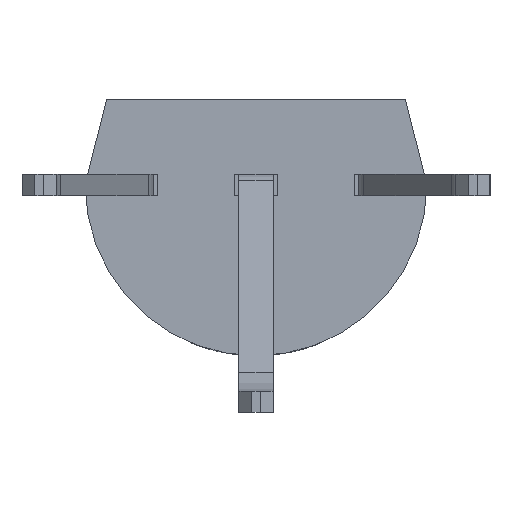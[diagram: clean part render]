
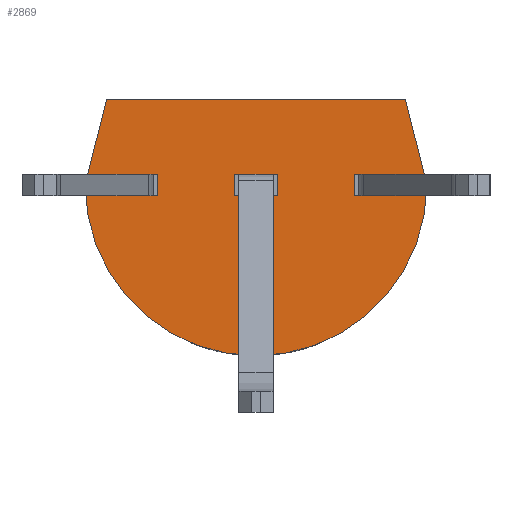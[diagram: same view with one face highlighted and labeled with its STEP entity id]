
A CAD part, front view. The second image highlights one B-rep face of the part: STEP entity #2869.
In plain terms, the highlighted planar face has unit normal (0, -1, 0).
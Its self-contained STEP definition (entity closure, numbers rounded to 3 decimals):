
#34 = ORIENTED_EDGE ( 'NONE', *, *, #1129, .T. ) ;
#54 = CARTESIAN_POINT ( 'NONE',  ( 1.65, 0., 0.875 ) ) ;
#58 = DIRECTION ( 'NONE',  ( 0., 0., 1. ) ) ;
#103 = CARTESIAN_POINT ( 'NONE',  ( 0., 0., 0.75 ) ) ;
#125 = ORIENTED_EDGE ( 'NONE', *, *, #1361, .F. ) ;
#153 = CARTESIAN_POINT ( 'NONE',  ( -0.25, 0., 0.875 ) ) ;
#179 = CARTESIAN_POINT ( 'NONE',  ( 1.15, 0., 0.625 ) ) ;
#201 = CARTESIAN_POINT ( 'NONE',  ( 1.65, 0., 0.625 ) ) ;
#206 = LINE ( 'NONE', #4881, #1275 ) ;
#230 = VECTOR ( 'NONE', #4682, 1000. ) ;
#298 = VERTEX_POINT ( 'NONE', #2696 ) ;
#444 = EDGE_CURVE ( 'NONE', #3612, #4575, #2772, .T. ) ;
#519 = CARTESIAN_POINT ( 'NONE',  ( 1.65, 0., 0.875 ) ) ;
#539 = CIRCLE ( 'NONE', #3404, 2. ) ;
#638 = VERTEX_POINT ( 'NONE', #4200 ) ;
#748 = EDGE_CURVE ( 'NONE', #4129, #4840, #1641, .T. ) ;
#828 = CARTESIAN_POINT ( 'NONE',  ( 1.15, 0., 0.875 ) ) ;
#835 = DIRECTION ( 'NONE',  ( 0., 0., 1. ) ) ;
#845 = VERTEX_POINT ( 'NONE', #153 ) ;
#899 = VERTEX_POINT ( 'NONE', #1389 ) ;
#1025 = VECTOR ( 'NONE', #4634, 1000. ) ;
#1038 = EDGE_LOOP ( 'NONE', ( #1342, #4418, #4878, #4387 ) ) ;
#1047 = CARTESIAN_POINT ( 'NONE',  ( -0.25, 0., 0.875 ) ) ;
#1123 = CARTESIAN_POINT ( 'NONE',  ( -1.15, 0., 0.875 ) ) ;
#1129 = EDGE_CURVE ( 'NONE', #2668, #3179, #4974, .T. ) ;
#1161 = CARTESIAN_POINT ( 'NONE',  ( 1.15, 0., 0.875 ) ) ;
#1238 = ORIENTED_EDGE ( 'NONE', *, *, #444, .T. ) ;
#1257 = DIRECTION ( 'NONE',  ( 0., -1., 0. ) ) ;
#1275 = VECTOR ( 'NONE', #1416, 1000. ) ;
#1342 = ORIENTED_EDGE ( 'NONE', *, *, #1800, .F. ) ;
#1350 = LINE ( 'NONE', #2051, #4362 ) ;
#1361 = EDGE_CURVE ( 'NONE', #4840, #298, #2410, .T. ) ;
#1389 = CARTESIAN_POINT ( 'NONE',  ( -1.15, 0., 0.625 ) ) ;
#1416 = DIRECTION ( 'NONE',  ( 1., 0., 0. ) ) ;
#1421 = DIRECTION ( 'NONE',  ( -1., 0., 0. ) ) ;
#1424 = CARTESIAN_POINT ( 'NONE',  ( 0.25, 0., 0.875 ) ) ;
#1436 = VERTEX_POINT ( 'NONE', #2513 ) ;
#1440 = VECTOR ( 'NONE', #58, 1000. ) ;
#1449 = VECTOR ( 'NONE', #3362, 1000. ) ;
#1490 = VERTEX_POINT ( 'NONE', #519 ) ;
#1588 = EDGE_CURVE ( 'NONE', #1436, #845, #4561, .T. ) ;
#1603 = VECTOR ( 'NONE', #835, 1000. ) ;
#1616 = DIRECTION ( 'NONE',  ( 0., 0., -1. ) ) ;
#1641 = LINE ( 'NONE', #3181, #1025 ) ;
#1643 = EDGE_CURVE ( 'NONE', #2668, #2631, #3879, .T. ) ;
#1724 = ORIENTED_EDGE ( 'NONE', *, *, #3154, .F. ) ;
#1752 = DIRECTION ( 'NONE',  ( 0.243, 0., -0.97 ) ) ;
#1800 = EDGE_CURVE ( 'NONE', #3835, #1923, #3385, .T. ) ;
#1813 = LINE ( 'NONE', #1047, #2895 ) ;
#1829 = DIRECTION ( 'NONE',  ( 0., 0., -1. ) ) ;
#1904 = EDGE_CURVE ( 'NONE', #1490, #4502, #4660, .T. ) ;
#1923 = VERTEX_POINT ( 'NONE', #3105 ) ;
#1977 = DIRECTION ( 'NONE',  ( 1., 0., 0. ) ) ;
#2015 = VECTOR ( 'NONE', #2816, 1000. ) ;
#2018 = LINE ( 'NONE', #4313, #1603 ) ;
#2026 = FACE_OUTER_BOUND ( 'NONE', #2945, .T. ) ;
#2028 = VECTOR ( 'NONE', #1829, 1000. ) ;
#2041 = CARTESIAN_POINT ( 'NONE',  ( -1.65, 0., 0.875 ) ) ;
#2046 = CARTESIAN_POINT ( 'NONE',  ( 0., 0., 0.75 ) ) ;
#2051 = CARTESIAN_POINT ( 'NONE',  ( 1.15, 0., 0.625 ) ) ;
#2052 = FACE_BOUND ( 'NONE', #1038, .T. ) ;
#2149 = CARTESIAN_POINT ( 'NONE',  ( 1.15, 0., 0.875 ) ) ;
#2184 = EDGE_CURVE ( 'NONE', #4502, #3612, #1350, .T. ) ;
#2246 = EDGE_CURVE ( 'NONE', #845, #3835, #1813, .T. ) ;
#2352 = LINE ( 'NONE', #1161, #3639 ) ;
#2410 = LINE ( 'NONE', #2041, #230 ) ;
#2435 = CARTESIAN_POINT ( 'NONE',  ( 1.75, 0., 1.75 ) ) ;
#2513 = CARTESIAN_POINT ( 'NONE',  ( 0.25, 0., 0.875 ) ) ;
#2520 = DIRECTION ( 'NONE',  ( 0., 0., -1. ) ) ;
#2591 = CARTESIAN_POINT ( 'NONE',  ( 0., 0., 1.75 ) ) ;
#2601 = DIRECTION ( 'NONE',  ( 0., 0., -1. ) ) ;
#2631 = VERTEX_POINT ( 'NONE', #2435 ) ;
#2638 = CARTESIAN_POINT ( 'NONE',  ( 0., 0., 0.875 ) ) ;
#2668 = VERTEX_POINT ( 'NONE', #3304 ) ;
#2681 = EDGE_CURVE ( 'NONE', #298, #899, #206, .T. ) ;
#2696 = CARTESIAN_POINT ( 'NONE',  ( -1.65, 0., 0.625 ) ) ;
#2704 = CARTESIAN_POINT ( 'NONE',  ( -0.25, 0., 0.625 ) ) ;
#2763 = FACE_BOUND ( 'NONE', #3038, .T. ) ;
#2772 = LINE ( 'NONE', #828, #1440 ) ;
#2816 = DIRECTION ( 'NONE',  ( 0., 0., -1. ) ) ;
#2864 = EDGE_CURVE ( 'NONE', #4575, #1490, #2352, .T. ) ;
#2869 = ADVANCED_FACE ( 'NONE', ( #2026, #2052, #3923, #2763 ), #3142, .T. ) ;
#2895 = VECTOR ( 'NONE', #2601, 1000. ) ;
#2898 = LINE ( 'NONE', #2931, #4549 ) ;
#2908 = VECTOR ( 'NONE', #1421, 1000. ) ;
#2931 = CARTESIAN_POINT ( 'NONE',  ( 1.882, 0., 1.221 ) ) ;
#2945 = EDGE_LOOP ( 'NONE', ( #1724, #4250, #3224, #34 ) ) ;
#3038 = EDGE_LOOP ( 'NONE', ( #4877, #3982, #3791, #1238 ) ) ;
#3100 = EDGE_CURVE ( 'NONE', #899, #4129, #2018, .T. ) ;
#3105 = CARTESIAN_POINT ( 'NONE',  ( 0.25, 0., 0.625 ) ) ;
#3142 = PLANE ( 'NONE',  #3816 ) ;
#3154 = EDGE_CURVE ( 'NONE', #638, #3179, #539, .T. ) ;
#3179 = VERTEX_POINT ( 'NONE', #4790 ) ;
#3181 = CARTESIAN_POINT ( 'NONE',  ( -1.15, 0., 0.875 ) ) ;
#3224 = ORIENTED_EDGE ( 'NONE', *, *, #1643, .F. ) ;
#3304 = CARTESIAN_POINT ( 'NONE',  ( -1.75, 0., 1.75 ) ) ;
#3362 = DIRECTION ( 'NONE',  ( 1., 0., 0. ) ) ;
#3385 = LINE ( 'NONE', #3877, #4374 ) ;
#3404 = AXIS2_PLACEMENT_3D ( 'NONE', #2046, #3603, #2520 ) ;
#3510 = CARTESIAN_POINT ( 'NONE',  ( -1.65, 0., 0.875 ) ) ;
#3540 = EDGE_LOOP ( 'NONE', ( #3705, #4656, #4576, #125 ) ) ;
#3603 = DIRECTION ( 'NONE',  ( 0., 1., 0. ) ) ;
#3608 = DIRECTION ( 'NONE',  ( -1., 0., 0. ) ) ;
#3612 = VERTEX_POINT ( 'NONE', #179 ) ;
#3639 = VECTOR ( 'NONE', #1977, 1000. ) ;
#3705 = ORIENTED_EDGE ( 'NONE', *, *, #748, .F. ) ;
#3772 = DIRECTION ( 'NONE',  ( 1., 0., 0. ) ) ;
#3791 = ORIENTED_EDGE ( 'NONE', *, *, #2184, .T. ) ;
#3812 = VECTOR ( 'NONE', #3885, 1000. ) ;
#3816 = AXIS2_PLACEMENT_3D ( 'NONE', #103, #1257, #1616 ) ;
#3835 = VERTEX_POINT ( 'NONE', #2704 ) ;
#3877 = CARTESIAN_POINT ( 'NONE',  ( 0., 0., 0.625 ) ) ;
#3879 = LINE ( 'NONE', #2591, #1449 ) ;
#3885 = DIRECTION ( 'NONE',  ( -0.243, 0., -0.97 ) ) ;
#3923 = FACE_BOUND ( 'NONE', #3540, .T. ) ;
#3982 = ORIENTED_EDGE ( 'NONE', *, *, #1904, .T. ) ;
#4129 = VERTEX_POINT ( 'NONE', #1123 ) ;
#4200 = CARTESIAN_POINT ( 'NONE',  ( 2., 0., 0.75 ) ) ;
#4250 = ORIENTED_EDGE ( 'NONE', *, *, #4299, .F. ) ;
#4299 = EDGE_CURVE ( 'NONE', #2631, #638, #2898, .T. ) ;
#4313 = CARTESIAN_POINT ( 'NONE',  ( -1.15, 0., 0.875 ) ) ;
#4362 = VECTOR ( 'NONE', #3608, 1000. ) ;
#4374 = VECTOR ( 'NONE', #3772, 1000. ) ;
#4387 = ORIENTED_EDGE ( 'NONE', *, *, #4423, .T. ) ;
#4418 = ORIENTED_EDGE ( 'NONE', *, *, #2246, .F. ) ;
#4423 = EDGE_CURVE ( 'NONE', #1436, #1923, #4971, .T. ) ;
#4502 = VERTEX_POINT ( 'NONE', #201 ) ;
#4549 = VECTOR ( 'NONE', #1752, 1000. ) ;
#4561 = LINE ( 'NONE', #2638, #2908 ) ;
#4575 = VERTEX_POINT ( 'NONE', #2149 ) ;
#4576 = ORIENTED_EDGE ( 'NONE', *, *, #2681, .F. ) ;
#4589 = CARTESIAN_POINT ( 'NONE',  ( -1.882, 0., 1.221 ) ) ;
#4634 = DIRECTION ( 'NONE',  ( -1., 0., 0. ) ) ;
#4656 = ORIENTED_EDGE ( 'NONE', *, *, #3100, .F. ) ;
#4660 = LINE ( 'NONE', #54, #2015 ) ;
#4682 = DIRECTION ( 'NONE',  ( 0., 0., -1. ) ) ;
#4790 = CARTESIAN_POINT ( 'NONE',  ( -2., 0., 0.75 ) ) ;
#4840 = VERTEX_POINT ( 'NONE', #3510 ) ;
#4877 = ORIENTED_EDGE ( 'NONE', *, *, #2864, .T. ) ;
#4878 = ORIENTED_EDGE ( 'NONE', *, *, #1588, .F. ) ;
#4881 = CARTESIAN_POINT ( 'NONE',  ( -1.15, 0., 0.625 ) ) ;
#4971 = LINE ( 'NONE', #1424, #2028 ) ;
#4974 = LINE ( 'NONE', #4589, #3812 ) ;
